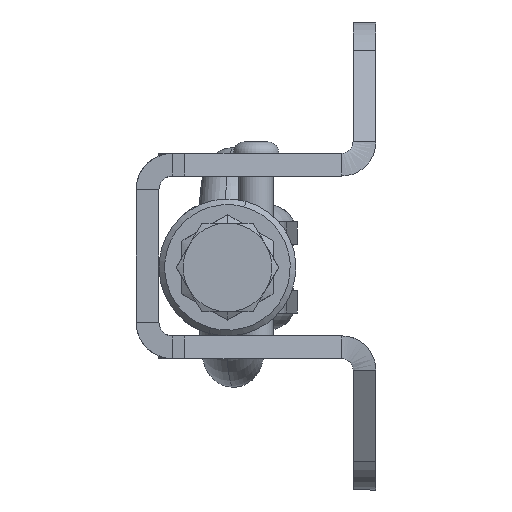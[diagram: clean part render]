
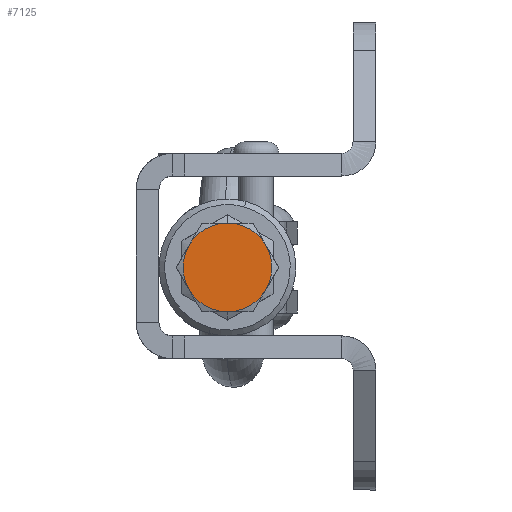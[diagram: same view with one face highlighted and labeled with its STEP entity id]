
A CAD part, left-side view. The second image highlights one B-rep face of the part: STEP entity #7125.
In plain terms, the highlighted planar face has unit normal (-1, 0, 0).
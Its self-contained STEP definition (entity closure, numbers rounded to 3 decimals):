
#2136 = VERTEX_POINT ( 'NONE', #3511 ) ;
#2138 = VERTEX_POINT ( 'NONE', #3513 ) ;
#2143 = VERTEX_POINT ( 'NONE', #3518 ) ;
#2145 = VERTEX_POINT ( 'NONE', #3520 ) ;
#2146 = VERTEX_POINT ( 'NONE', #3521 ) ;
#2149 = VERTEX_POINT ( 'NONE', #3524 ) ;
#3511 = CARTESIAN_POINT ( 'NONE',  ( 0., -3.369, -1.945 ) ) ;
#3513 = CARTESIAN_POINT ( 'NONE',  ( 0., 0., -3.89 ) ) ;
#3518 = CARTESIAN_POINT ( 'NONE',  ( 0., 3.369, -1.945 ) ) ;
#3520 = CARTESIAN_POINT ( 'NONE',  ( 0., 3.369, 1.945 ) ) ;
#3521 = CARTESIAN_POINT ( 'NONE',  ( 0., 0., 3.89 ) ) ;
#3524 = CARTESIAN_POINT ( 'NONE',  ( 0., -3.369, 1.945 ) ) ;
#7125 = ADVANCED_FACE ( 'NONE', ( #10267 ), #16901, .T. ) ;
#7433 = EDGE_LOOP ( 'NONE', ( #18833, #18855, #18856, #18853, #18854, #18873 ) ) ;
#8606 = EDGE_CURVE ( 'NONE', #2149, #2146, #10866, .T. ) ;
#8607 = EDGE_CURVE ( 'NONE', #2136, #2149, #10856, .T. ) ;
#8608 = EDGE_CURVE ( 'NONE', #2138, #2136, #10868, .T. ) ;
#8609 = EDGE_CURVE ( 'NONE', #2143, #2138, #10869, .T. ) ;
#8610 = EDGE_CURVE ( 'NONE', #2145, #2143, #10870, .T. ) ;
#8611 = EDGE_CURVE ( 'NONE', #2146, #2145, #10871, .T. ) ;
#10267 = FACE_OUTER_BOUND ( 'NONE', #7433, .T. ) ;
#10856 = CIRCLE ( 'NONE', #17361, 3.89 ) ;
#10866 = CIRCLE ( 'NONE', #17360, 3.89 ) ;
#10868 = CIRCLE ( 'NONE', #17362, 3.89 ) ;
#10869 = CIRCLE ( 'NONE', #17363, 3.89 ) ;
#10870 = CIRCLE ( 'NONE', #17364, 3.89 ) ;
#10871 = CIRCLE ( 'NONE', #17365, 3.89 ) ;
#16900 = CARTESIAN_POINT ( 'NONE',  ( 0., -6.738, 3.89 ) ) ;
#16901 = PLANE ( 'NONE',  #17172 ) ;
#16903 = DIRECTION ( 'NONE',  ( -1., 0., 0. ) ) ;
#16904 = DIRECTION ( 'NONE',  ( 0., 0., 1. ) ) ;
#17172 = AXIS2_PLACEMENT_3D ( 'NONE', #16900, #16903, #16904 ) ;
#17360 = AXIS2_PLACEMENT_3D ( 'NONE', #18012, #18013, #18014 ) ;
#17361 = AXIS2_PLACEMENT_3D ( 'NONE', #18015, #18016, #18017 ) ;
#17362 = AXIS2_PLACEMENT_3D ( 'NONE', #18018, #18019, #18020 ) ;
#17363 = AXIS2_PLACEMENT_3D ( 'NONE', #18021, #18022, #18023 ) ;
#17364 = AXIS2_PLACEMENT_3D ( 'NONE', #18024, #18025, #18026 ) ;
#17365 = AXIS2_PLACEMENT_3D ( 'NONE', #18027, #18028, #18029 ) ;
#18012 = CARTESIAN_POINT ( 'NONE',  ( 0., 0., 0. ) ) ;
#18013 = DIRECTION ( 'NONE',  ( -1., 0., 0. ) ) ;
#18014 = DIRECTION ( 'NONE',  ( 0., 0., 1. ) ) ;
#18015 = CARTESIAN_POINT ( 'NONE',  ( 0., 0., 0. ) ) ;
#18016 = DIRECTION ( 'NONE',  ( -1., 0., 0. ) ) ;
#18017 = DIRECTION ( 'NONE',  ( 0., 0., 1. ) ) ;
#18018 = CARTESIAN_POINT ( 'NONE',  ( 0., 0., 0. ) ) ;
#18019 = DIRECTION ( 'NONE',  ( -1., 0., 0. ) ) ;
#18020 = DIRECTION ( 'NONE',  ( 0., 0., 1. ) ) ;
#18021 = CARTESIAN_POINT ( 'NONE',  ( 0., 0., 0. ) ) ;
#18022 = DIRECTION ( 'NONE',  ( -1., 0., 0. ) ) ;
#18023 = DIRECTION ( 'NONE',  ( 0., 0., 1. ) ) ;
#18024 = CARTESIAN_POINT ( 'NONE',  ( 0., 0., 0. ) ) ;
#18025 = DIRECTION ( 'NONE',  ( -1., 0., 0. ) ) ;
#18026 = DIRECTION ( 'NONE',  ( 0., 0., 1. ) ) ;
#18027 = CARTESIAN_POINT ( 'NONE',  ( 0., 0., 0. ) ) ;
#18028 = DIRECTION ( 'NONE',  ( -1., 0., 0. ) ) ;
#18029 = DIRECTION ( 'NONE',  ( 0., 0., 1. ) ) ;
#18833 = ORIENTED_EDGE ( 'NONE', *, *, #8606, .T. ) ;
#18853 = ORIENTED_EDGE ( 'NONE', *, *, #8609, .T. ) ;
#18854 = ORIENTED_EDGE ( 'NONE', *, *, #8608, .T. ) ;
#18855 = ORIENTED_EDGE ( 'NONE', *, *, #8611, .T. ) ;
#18856 = ORIENTED_EDGE ( 'NONE', *, *, #8610, .T. ) ;
#18873 = ORIENTED_EDGE ( 'NONE', *, *, #8607, .T. ) ;
